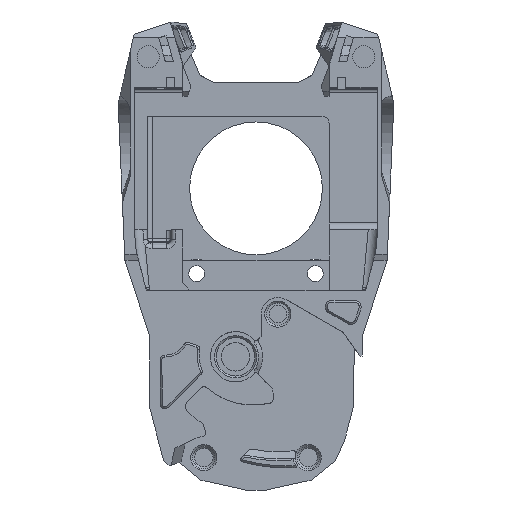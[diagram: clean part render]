
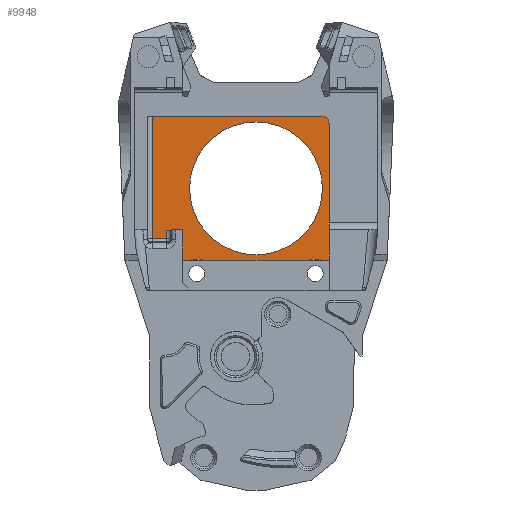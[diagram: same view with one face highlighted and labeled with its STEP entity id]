
A CAD part, top view. The second image highlights one B-rep face of the part: STEP entity #9948.
In plain terms, the highlighted planar face has unit normal (0, 0, 1).
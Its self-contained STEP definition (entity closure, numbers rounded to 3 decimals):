
#540=FACE_BOUND('',#1717,.T.);
#679=CIRCLE('',#10564,0.4);
#680=CIRCLE('',#10566,3.1);
#681=CIRCLE('',#10567,3.1);
#683=CIRCLE('',#10570,0.4);
#684=CIRCLE('',#10572,0.4);
#685=CIRCLE('',#10574,3.1);
#686=CIRCLE('',#10575,3.1);
#688=CIRCLE('',#10578,0.4);
#690=CIRCLE('',#10583,14.);
#744=CIRCLE('',#10714,1.5);
#1152=FACE_OUTER_BOUND('',#1716,.T.);
#1716=EDGE_LOOP('',(#7608,#7609,#7610,#7611,#7612,#7613,#7614,#7615,#7616,
#7617,#7618,#7619,#7620,#7621,#7622,#7623,#7624,#7625,#7626));
#1717=EDGE_LOOP('',(#7627));
#2375=LINE('',#14886,#3292);
#2376=LINE('',#14888,#3293);
#2390=LINE('',#14936,#3307);
#2394=LINE('',#14943,#3311);
#2489=LINE('',#15273,#3406);
#2528=LINE('',#15411,#3445);
#2530=LINE('',#15414,#3447);
#2531=LINE('',#15415,#3448);
#2532=LINE('',#15418,#3449);
#2533=LINE('',#15421,#3450);
#3292=VECTOR('',#12049,10.);
#3293=VECTOR('',#12052,10.);
#3307=VECTOR('',#12100,10.);
#3311=VECTOR('',#12108,10.);
#3406=VECTOR('',#12373,10.);
#3445=VECTOR('',#12504,10.);
#3447=VECTOR('',#12506,10.);
#3448=VECTOR('',#12507,10.);
#3449=VECTOR('',#12510,10.);
#3450=VECTOR('',#12513,10.);
#4110=VERTEX_POINT('',#14505);
#4174=VERTEX_POINT('',#14697);
#4204=VERTEX_POINT('',#14884);
#4205=VERTEX_POINT('',#14890);
#4206=VERTEX_POINT('',#14892);
#4207=VERTEX_POINT('',#14896);
#4208=VERTEX_POINT('',#14897);
#4210=VERTEX_POINT('',#14905);
#4211=VERTEX_POINT('',#14909);
#4212=VERTEX_POINT('',#14911);
#4213=VERTEX_POINT('',#14915);
#4214=VERTEX_POINT('',#14916);
#4216=VERTEX_POINT('',#14924);
#4220=VERTEX_POINT('',#14933);
#4221=VERTEX_POINT('',#14935);
#4223=VERTEX_POINT('',#14945);
#4313=VERTEX_POINT('',#15270);
#4355=VERTEX_POINT('',#15412);
#4356=VERTEX_POINT('',#15417);
#4357=VERTEX_POINT('',#15419);
#5321=EDGE_CURVE('',#4204,#4110,#2375,.T.);
#5322=EDGE_CURVE('',#4110,#4174,#2376,.T.);
#5325=EDGE_CURVE('',#4205,#4206,#679,.T.);
#5326=EDGE_CURVE('',#4207,#4208,#680,.T.);
#5328=EDGE_CURVE('',#4208,#4205,#681,.T.);
#5331=EDGE_CURVE('',#4210,#4207,#683,.T.);
#5335=EDGE_CURVE('',#4211,#4212,#684,.T.);
#5336=EDGE_CURVE('',#4213,#4214,#685,.T.);
#5338=EDGE_CURVE('',#4214,#4211,#686,.T.);
#5341=EDGE_CURVE('',#4216,#4213,#688,.T.);
#5346=EDGE_CURVE('',#4221,#4220,#2390,.T.);
#5351=EDGE_CURVE('',#4221,#4204,#2394,.F.);
#5352=EDGE_CURVE('',#4223,#4223,#690,.T.);
#5492=EDGE_CURVE('',#4174,#4313,#2489,.T.);
#5556=EDGE_CURVE('',#4220,#4216,#2528,.T.);
#5558=EDGE_CURVE('',#4206,#4355,#2530,.T.);
#5559=EDGE_CURVE('',#4212,#4210,#2531,.T.);
#5560=EDGE_CURVE('',#4355,#4356,#2532,.F.);
#5561=EDGE_CURVE('',#4356,#4357,#744,.F.);
#5562=EDGE_CURVE('',#4313,#4357,#2533,.T.);
#7608=ORIENTED_EDGE('',*,*,#5351,.F.);
#7609=ORIENTED_EDGE('',*,*,#5346,.T.);
#7610=ORIENTED_EDGE('',*,*,#5556,.T.);
#7611=ORIENTED_EDGE('',*,*,#5341,.T.);
#7612=ORIENTED_EDGE('',*,*,#5336,.T.);
#7613=ORIENTED_EDGE('',*,*,#5338,.T.);
#7614=ORIENTED_EDGE('',*,*,#5335,.T.);
#7615=ORIENTED_EDGE('',*,*,#5559,.T.);
#7616=ORIENTED_EDGE('',*,*,#5331,.T.);
#7617=ORIENTED_EDGE('',*,*,#5326,.T.);
#7618=ORIENTED_EDGE('',*,*,#5328,.T.);
#7619=ORIENTED_EDGE('',*,*,#5325,.T.);
#7620=ORIENTED_EDGE('',*,*,#5558,.T.);
#7621=ORIENTED_EDGE('',*,*,#5560,.T.);
#7622=ORIENTED_EDGE('',*,*,#5561,.T.);
#7623=ORIENTED_EDGE('',*,*,#5562,.F.);
#7624=ORIENTED_EDGE('',*,*,#5492,.F.);
#7625=ORIENTED_EDGE('',*,*,#5322,.F.);
#7626=ORIENTED_EDGE('',*,*,#5321,.F.);
#7627=ORIENTED_EDGE('',*,*,#5352,.T.);
#9561=PLANE('',#10713);
#9948=ADVANCED_FACE('',(#1152,#540),#9561,.F.);
#10564=AXIS2_PLACEMENT_3D('',#14894,#12057,#12058);
#10566=AXIS2_PLACEMENT_3D('',#14898,#12061,#12062);
#10567=AXIS2_PLACEMENT_3D('',#14900,#12064,#12065);
#10570=AXIS2_PLACEMENT_3D('',#14906,#12071,#12072);
#10572=AXIS2_PLACEMENT_3D('',#14913,#12078,#12079);
#10574=AXIS2_PLACEMENT_3D('',#14917,#12082,#12083);
#10575=AXIS2_PLACEMENT_3D('',#14919,#12085,#12086);
#10578=AXIS2_PLACEMENT_3D('',#14925,#12092,#12093);
#10583=AXIS2_PLACEMENT_3D('',#14946,#12111,#12112);
#10713=AXIS2_PLACEMENT_3D('',#15416,#12508,#12509);
#10714=AXIS2_PLACEMENT_3D('',#15420,#12511,#12512);
#12049=DIRECTION('',(0.,-1.,0.));
#12052=DIRECTION('',(-1.,0.,0.));
#12057=DIRECTION('center_axis',(0.,0.,
-1.));
#12058=DIRECTION('ref_axis',(0.,-1.,0.));
#12061=DIRECTION('center_axis',(0.,0.,
-1.));
#12062=DIRECTION('ref_axis',(0.,-1.,0.));
#12064=DIRECTION('center_axis',(0.,0.,
-1.));
#12065=DIRECTION('ref_axis',(0.,-1.,0.));
#12071=DIRECTION('center_axis',(0.,0.,
-1.));
#12072=DIRECTION('ref_axis',(0.,-1.,0.));
#12078=DIRECTION('center_axis',(0.,0.,
-1.));
#12079=DIRECTION('ref_axis',(0.,-1.,0.));
#12082=DIRECTION('center_axis',(0.,0.,
-1.));
#12083=DIRECTION('ref_axis',(0.,-1.,0.));
#12085=DIRECTION('center_axis',(0.,0.,
-1.));
#12086=DIRECTION('ref_axis',(0.,-1.,0.));
#12092=DIRECTION('center_axis',(0.,0.,
-1.));
#12093=DIRECTION('ref_axis',(0.,-1.,0.));
#12100=DIRECTION('',(0.,-1.,0.));
#12108=DIRECTION('',(1.,0.,0.));
#12111=DIRECTION('center_axis',(0.,0.,
-1.));
#12112=DIRECTION('ref_axis',(0.,1.,0.));
#12373=DIRECTION('',(0.,1.,0.));
#12504=DIRECTION('',(1.,0.,0.));
#12506=DIRECTION('',(1.,0.,0.));
#12507=DIRECTION('',(1.,0.,0.));
#12508=DIRECTION('center_axis',(0.,0.,
-1.));
#12509=DIRECTION('ref_axis',(-1.,0.,0.));
#12510=DIRECTION('',(0.,-1.,0.));
#12511=DIRECTION('center_axis',(0.,0.,
-1.));
#12512=DIRECTION('ref_axis',(0.,1.,0.));
#12513=DIRECTION('',(1.,0.,0.));
#14505=CARTESIAN_POINT('',(-111.623,-24.579,-28.237));
#14697=CARTESIAN_POINT('',(-114.623,-24.579,-28.237));
#14884=CARTESIAN_POINT('',(-111.623,-22.794,-28.237));
#14886=CARTESIAN_POINT('',(-111.623,-41.644,-28.237));
#14888=CARTESIAN_POINT('',(-77.073,-24.579,-28.237));
#14890=CARTESIAN_POINT('',(-77.966,-29.874,-28.237));
#14892=CARTESIAN_POINT('',(-77.675,-29.2,-28.237));
#14894=CARTESIAN_POINT('Origin',(-77.675,-29.6,-28.237));
#14896=CARTESIAN_POINT('',(-82.479,-29.874,-28.237));
#14897=CARTESIAN_POINT('',(-80.223,-28.9,-28.237));
#14898=CARTESIAN_POINT('Origin',(-80.223,-32.,-28.237));
#14900=CARTESIAN_POINT('Origin',(-80.223,-32.,-28.237));
#14905=CARTESIAN_POINT('',(-82.77,-29.2,-28.237));
#14906=CARTESIAN_POINT('Origin',(-82.77,-29.6,-28.237));
#14909=CARTESIAN_POINT('',(-102.966,-29.874,-28.237));
#14911=CARTESIAN_POINT('',(-102.675,-29.2,-28.237));
#14913=CARTESIAN_POINT('Origin',(-102.675,-29.6,-28.237));
#14915=CARTESIAN_POINT('',(-107.479,-29.874,-28.237));
#14916=CARTESIAN_POINT('',(-105.223,-28.9,-28.237));
#14917=CARTESIAN_POINT('Origin',(-105.223,-32.,-28.237));
#14919=CARTESIAN_POINT('Origin',(-105.223,-32.,-28.237));
#14924=CARTESIAN_POINT('',(-107.77,-29.2,-28.237));
#14925=CARTESIAN_POINT('Origin',(-107.77,-29.6,-28.237));
#14933=CARTESIAN_POINT('',(-108.123,-29.2,-28.237));
#14935=CARTESIAN_POINT('',(-108.123,-22.794,-28.237));
#14936=CARTESIAN_POINT('',(-108.123,-28.747,-28.237));
#14943=CARTESIAN_POINT('',(-72.288,-22.794,-28.237));
#14945=CARTESIAN_POINT('',(-92.723,-28.,-28.237));
#14946=CARTESIAN_POINT('Origin',(-92.723,-14.,-28.237));
#15270=CARTESIAN_POINT('',(-114.623,1.2,-28.237));
#15273=CARTESIAN_POINT('',(-114.623,-42.394,-28.237));
#15411=CARTESIAN_POINT('',(-92.723,-29.2,-28.237));
#15412=CARTESIAN_POINT('',(-77.323,-29.2,-28.237));
#15414=CARTESIAN_POINT('',(-92.723,-29.2,-28.237));
#15415=CARTESIAN_POINT('',(-92.723,-29.2,-28.237));
#15416=CARTESIAN_POINT('Origin',(-77.323,-58.494,-28.237));
#15417=CARTESIAN_POINT('',(-77.323,-0.3,-28.237));
#15418=CARTESIAN_POINT('',(-77.323,-40.347,-28.237));
#15419=CARTESIAN_POINT('',(-78.823,1.2,-28.237));
#15420=CARTESIAN_POINT('Origin',(-78.823,-0.3,-28.237));
#15421=CARTESIAN_POINT('',(-77.323,1.2,-28.237));
